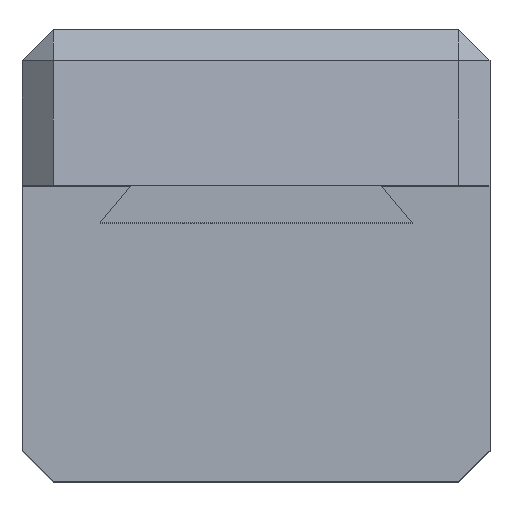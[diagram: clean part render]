
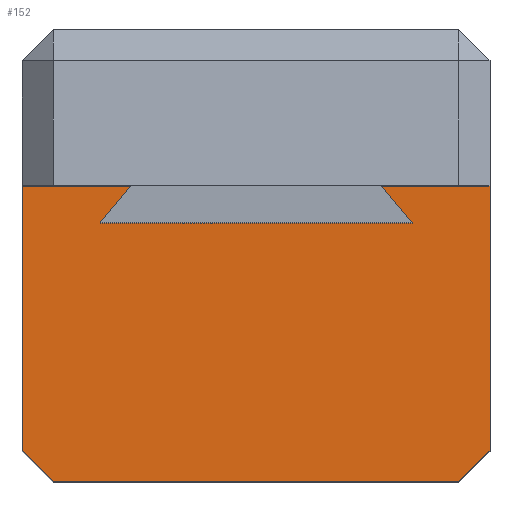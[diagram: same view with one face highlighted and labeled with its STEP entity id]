
A CAD part, top view. The second image highlights one B-rep face of the part: STEP entity #152.
In plain terms, the highlighted planar face has unit normal (0, 0, 1).
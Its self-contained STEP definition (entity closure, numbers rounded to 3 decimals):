
#22 = VERTEX_POINT('',#23);
#23 = CARTESIAN_POINT('',(-7.5,0.,0.));
#31 = EDGE_CURVE('',#22,#32,#34,.T.);
#32 = VERTEX_POINT('',#33);
#33 = CARTESIAN_POINT('',(-4.,0.,0.));
#34 = LINE('',#35,#36);
#35 = CARTESIAN_POINT('',(-7.5,0.,0.));
#36 = VECTOR('',#37,1.);
#37 = DIRECTION('',(1.,0.,0.));
#70 = EDGE_CURVE('',#71,#22,#73,.T.);
#71 = VERTEX_POINT('',#72);
#72 = CARTESIAN_POINT('',(-7.5,-8.485,0.));
#73 = LINE('',#74,#75);
#74 = CARTESIAN_POINT('',(-7.5,-9.485,0.));
#75 = VECTOR('',#76,1.);
#76 = DIRECTION('',(0.,1.,0.));
#152 = ADVANCED_FACE('',(#153),#219,.T.);
#153 = FACE_BOUND('',#154,.T.);
#154 = EDGE_LOOP('',(#155,#156,#164,#172,#180,#188,#196,#204,#212,#218)
  );
#155 = ORIENTED_EDGE('',*,*,#70,.F.);
#156 = ORIENTED_EDGE('',*,*,#157,.T.);
#157 = EDGE_CURVE('',#71,#158,#160,.T.);
#158 = VERTEX_POINT('',#159);
#159 = CARTESIAN_POINT('',(-6.5,-9.485,0.));
#160 = LINE('',#161,#162);
#161 = CARTESIAN_POINT('',(-7.,-8.985,0.));
#162 = VECTOR('',#163,1.);
#163 = DIRECTION('',(0.707,-0.707,0.));
#164 = ORIENTED_EDGE('',*,*,#165,.T.);
#165 = EDGE_CURVE('',#158,#166,#168,.T.);
#166 = VERTEX_POINT('',#167);
#167 = CARTESIAN_POINT('',(6.5,-9.485,0.));
#168 = LINE('',#169,#170);
#169 = CARTESIAN_POINT('',(-7.5,-9.485,0.));
#170 = VECTOR('',#171,1.);
#171 = DIRECTION('',(1.,0.,0.));
#172 = ORIENTED_EDGE('',*,*,#173,.T.);
#173 = EDGE_CURVE('',#166,#174,#176,.T.);
#174 = VERTEX_POINT('',#175);
#175 = CARTESIAN_POINT('',(7.5,-8.485,0.));
#176 = LINE('',#177,#178);
#177 = CARTESIAN_POINT('',(3.25,-12.735,0.));
#178 = VECTOR('',#179,1.);
#179 = DIRECTION('',(0.707,0.707,0.));
#180 = ORIENTED_EDGE('',*,*,#181,.T.);
#181 = EDGE_CURVE('',#174,#182,#184,.T.);
#182 = VERTEX_POINT('',#183);
#183 = CARTESIAN_POINT('',(7.5,0.,0.));
#184 = LINE('',#185,#186);
#185 = CARTESIAN_POINT('',(7.5,-9.485,0.));
#186 = VECTOR('',#187,1.);
#187 = DIRECTION('',(0.,1.,0.));
#188 = ORIENTED_EDGE('',*,*,#189,.F.);
#189 = EDGE_CURVE('',#190,#182,#192,.T.);
#190 = VERTEX_POINT('',#191);
#191 = CARTESIAN_POINT('',(4.,0.,0.));
#192 = LINE('',#193,#194);
#193 = CARTESIAN_POINT('',(-7.5,0.,0.));
#194 = VECTOR('',#195,1.);
#195 = DIRECTION('',(1.,0.,0.));
#196 = ORIENTED_EDGE('',*,*,#197,.F.);
#197 = EDGE_CURVE('',#198,#190,#200,.T.);
#198 = VERTEX_POINT('',#199);
#199 = CARTESIAN_POINT('',(5.,-1.2,0.));
#200 = LINE('',#201,#202);
#201 = CARTESIAN_POINT('',(5.,-1.2,0.));
#202 = VECTOR('',#203,1.);
#203 = DIRECTION('',(-0.64,0.768,0.));
#204 = ORIENTED_EDGE('',*,*,#205,.F.);
#205 = EDGE_CURVE('',#206,#198,#208,.T.);
#206 = VERTEX_POINT('',#207);
#207 = CARTESIAN_POINT('',(-5.,-1.2,0.));
#208 = LINE('',#209,#210);
#209 = CARTESIAN_POINT('',(-5.,-1.2,0.));
#210 = VECTOR('',#211,1.);
#211 = DIRECTION('',(1.,0.,0.));
#212 = ORIENTED_EDGE('',*,*,#213,.F.);
#213 = EDGE_CURVE('',#32,#206,#214,.T.);
#214 = LINE('',#215,#216);
#215 = CARTESIAN_POINT('',(-4.,0.,0.));
#216 = VECTOR('',#217,1.);
#217 = DIRECTION('',(-0.64,-0.768,0.));
#218 = ORIENTED_EDGE('',*,*,#31,.F.);
#219 = PLANE('',#220);
#220 = AXIS2_PLACEMENT_3D('',#221,#222,#223);
#221 = CARTESIAN_POINT('',(-7.5,-9.485,0.));
#222 = DIRECTION('',(0.,0.,1.));
#223 = DIRECTION('',(0.,1.,0.));
